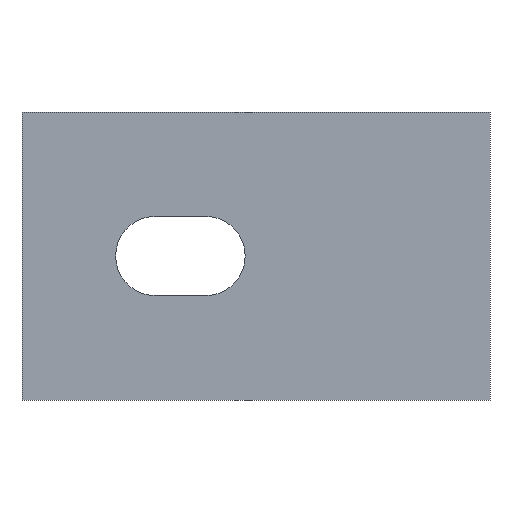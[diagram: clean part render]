
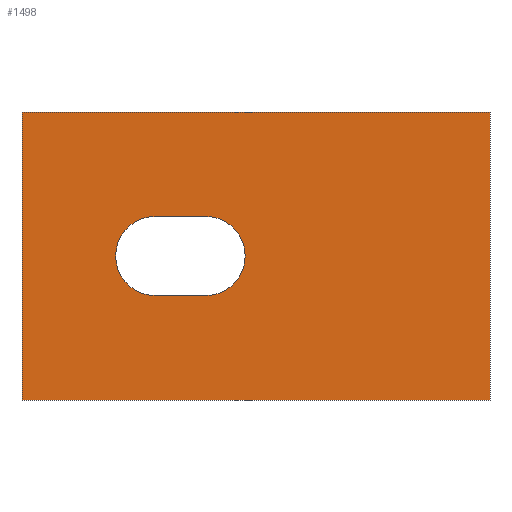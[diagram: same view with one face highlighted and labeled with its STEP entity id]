
A CAD part, left-side view. The second image highlights one B-rep face of the part: STEP entity #1498.
In plain terms, the highlighted face is planar.
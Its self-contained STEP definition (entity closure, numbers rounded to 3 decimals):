
#150 = CARTESIAN_POINT ( 'NONE',  ( -20., 0., -5. ) ) ;
#205 = DIRECTION ( 'NONE',  ( -1., 0., 0. ) ) ;
#226 = CARTESIAN_POINT ( 'NONE',  ( -20., 65., -5. ) ) ;
#334 = ORIENTED_EDGE ( 'NONE', *, *, #616, .F. ) ;
#356 = CIRCLE ( 'NONE', #1649, 5.5 ) ;
#369 = CARTESIAN_POINT ( 'NONE',  ( -5.5, 39.5, -5. ) ) ;
#393 = FACE_BOUND ( 'NONE', #1850, .T. ) ;
#453 = CARTESIAN_POINT ( 'NONE',  ( 5.5, 39.5, -5. ) ) ;
#465 = DIRECTION ( 'NONE',  ( 0., 1., 0. ) ) ;
#521 = EDGE_CURVE ( 'NONE', #649, #1758, #356, .T. ) ;
#551 = FACE_OUTER_BOUND ( 'NONE', #1589, .T. ) ;
#578 = DIRECTION ( 'NONE',  ( 1., 0., 0. ) ) ;
#616 = EDGE_CURVE ( 'NONE', #1058, #2029, #1899, .T. ) ;
#649 = VERTEX_POINT ( 'NONE', #369 ) ;
#688 = LINE ( 'NONE', #1216, #1477 ) ;
#691 = AXIS2_PLACEMENT_3D ( 'NONE', #1966, #1940, #578 ) ;
#721 = VECTOR ( 'NONE', #1033, 1000. ) ;
#791 = CARTESIAN_POINT ( 'NONE',  ( 5.5, 46.5, -5. ) ) ;
#803 = LINE ( 'NONE', #453, #1588 ) ;
#804 = ORIENTED_EDGE ( 'NONE', *, *, #1645, .F. ) ;
#845 = VERTEX_POINT ( 'NONE', #791 ) ;
#860 = CARTESIAN_POINT ( 'NONE',  ( 0., 39.5, -5. ) ) ;
#959 = DIRECTION ( 'NONE',  ( 1., 0., 0. ) ) ;
#960 = EDGE_CURVE ( 'NONE', #1758, #845, #803, .T. ) ;
#971 = CIRCLE ( 'NONE', #691, 5.5 ) ;
#1009 = LINE ( 'NONE', #2084, #721 ) ;
#1033 = DIRECTION ( 'NONE',  ( 0., -1., 0. ) ) ;
#1040 = ORIENTED_EDGE ( 'NONE', *, *, #1841, .T. ) ;
#1044 = DIRECTION ( 'NONE',  ( 0., -1., 0. ) ) ;
#1058 = VERTEX_POINT ( 'NONE', #1272 ) ;
#1095 = EDGE_CURVE ( 'NONE', #2029, #2057, #1803, .T. ) ;
#1134 = ORIENTED_EDGE ( 'NONE', *, *, #960, .T. ) ;
#1156 = DIRECTION ( 'NONE',  ( 0., 1., 0. ) ) ;
#1180 = VECTOR ( 'NONE', #465, 1000. ) ;
#1207 = CARTESIAN_POINT ( 'NONE',  ( 5.5, 39.5, -5. ) ) ;
#1216 = CARTESIAN_POINT ( 'NONE',  ( -20., 0., -5. ) ) ;
#1224 = EDGE_CURVE ( 'NONE', #845, #1828, #971, .T. ) ;
#1255 = DIRECTION ( 'NONE',  ( -1., 0., 0. ) ) ;
#1272 = CARTESIAN_POINT ( 'NONE',  ( 20., 0., -5. ) ) ;
#1279 = CARTESIAN_POINT ( 'NONE',  ( -20., 0., -5. ) ) ;
#1333 = AXIS2_PLACEMENT_3D ( 'NONE', #1441, #1948, #1255 ) ;
#1356 = DIRECTION ( 'NONE',  ( 1., 0., 0. ) ) ;
#1441 = CARTESIAN_POINT ( 'NONE',  ( -20., 65., -5. ) ) ;
#1477 = VECTOR ( 'NONE', #1044, 1000. ) ;
#1498 = ADVANCED_FACE ( 'NONE', ( #393, #551 ), #2110, .T. ) ;
#1554 = VECTOR ( 'NONE', #205, 1000. ) ;
#1558 = CARTESIAN_POINT ( 'NONE',  ( 20., 65., -5. ) ) ;
#1588 = VECTOR ( 'NONE', #1156, 1000. ) ;
#1589 = EDGE_LOOP ( 'NONE', ( #1773, #1951, #334, #804 ) ) ;
#1645 = EDGE_CURVE ( 'NONE', #1800, #1058, #2204, .T. ) ;
#1649 = AXIS2_PLACEMENT_3D ( 'NONE', #860, #2058, #1356 ) ;
#1758 = VERTEX_POINT ( 'NONE', #1207 ) ;
#1773 = ORIENTED_EDGE ( 'NONE', *, *, #2032, .F. ) ;
#1800 = VERTEX_POINT ( 'NONE', #150 ) ;
#1803 = LINE ( 'NONE', #226, #1554 ) ;
#1828 = VERTEX_POINT ( 'NONE', #2246 ) ;
#1837 = CARTESIAN_POINT ( 'NONE',  ( -20., 65., -5. ) ) ;
#1841 = EDGE_CURVE ( 'NONE', #1828, #649, #1009, .T. ) ;
#1850 = EDGE_LOOP ( 'NONE', ( #2039, #1134, #1935, #1040 ) ) ;
#1899 = LINE ( 'NONE', #2047, #1180 ) ;
#1935 = ORIENTED_EDGE ( 'NONE', *, *, #1224, .T. ) ;
#1940 = DIRECTION ( 'NONE',  ( 0., 0., 1. ) ) ;
#1948 = DIRECTION ( 'NONE',  ( 0., 0., -1. ) ) ;
#1951 = ORIENTED_EDGE ( 'NONE', *, *, #1095, .F. ) ;
#1966 = CARTESIAN_POINT ( 'NONE',  ( 0., 46.5, -5. ) ) ;
#2029 = VERTEX_POINT ( 'NONE', #1558 ) ;
#2032 = EDGE_CURVE ( 'NONE', #2057, #1800, #688, .T. ) ;
#2039 = ORIENTED_EDGE ( 'NONE', *, *, #521, .T. ) ;
#2047 = CARTESIAN_POINT ( 'NONE',  ( 20., 0., -5. ) ) ;
#2057 = VERTEX_POINT ( 'NONE', #1837 ) ;
#2058 = DIRECTION ( 'NONE',  ( 0., 0., 1. ) ) ;
#2084 = CARTESIAN_POINT ( 'NONE',  ( -5.5, 39.5, -5. ) ) ;
#2110 = PLANE ( 'NONE',  #1333 ) ;
#2204 = LINE ( 'NONE', #1279, #2253 ) ;
#2246 = CARTESIAN_POINT ( 'NONE',  ( -5.5, 46.5, -5. ) ) ;
#2253 = VECTOR ( 'NONE', #959, 1000. ) ;
